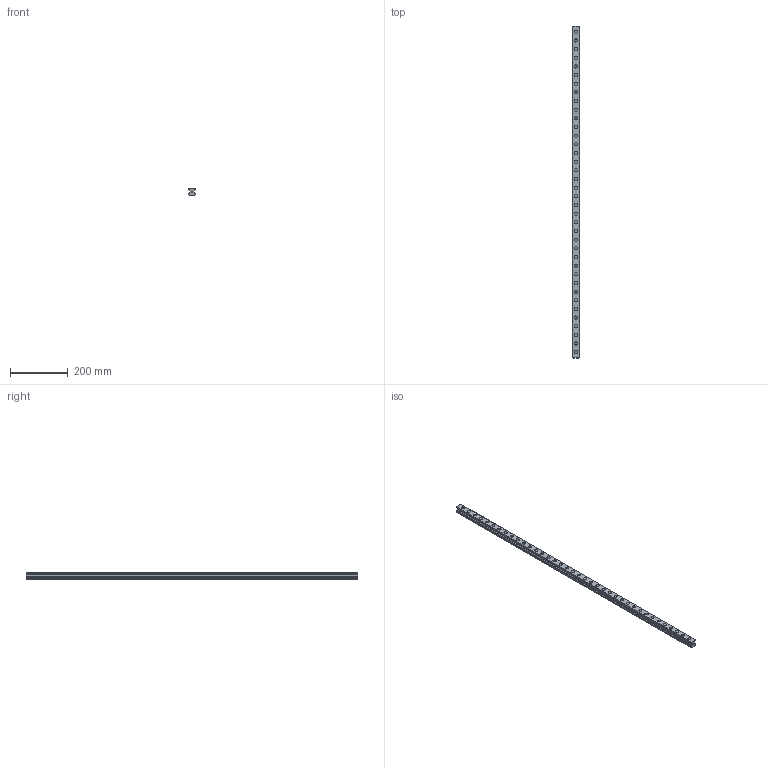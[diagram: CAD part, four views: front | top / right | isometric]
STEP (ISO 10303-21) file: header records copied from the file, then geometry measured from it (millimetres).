
FILE_DESCRIPTION(('STEP AP214'),'1');
FILE_NAME('cctmp_6A7314D0-E0B7-4C3A-8E47-E84C86B94557_2021_03_11_09_41_46_0933..stp','2021-03-11T08:41:47',('HIWIN GmbH'),('CADClick - www.CADClick.com'),'Spatial InterOp 3D',' ','unknown authorization');
FILE_SCHEMA(('AUTOMOTIVE_DESIGN'));
Length unit declared in the file: millimetre
Products named in the file (1): RGR25R1150H_FILE
Bounding box: 23 x 1150 x 23.6 mm (x, y, z)
Volume: 461614.7 mm3; surface area: 143016.9 mm2
Topology: 1 solids, 1 shells, 459 faces, 1017 edges, 678 vertices
Faces by surface type: cylinder 246, plane 213
Entity records: 16579 total; most frequent: DIRECTION 2429, CARTESIAN_POINT 2155, ORIENTED_EDGE 2034, EDGE_CURVE 1017, AXIS2_PLACEMENT_3D 952, VERTEX_POINT 678, EDGE_LOOP 577, LINE 525
